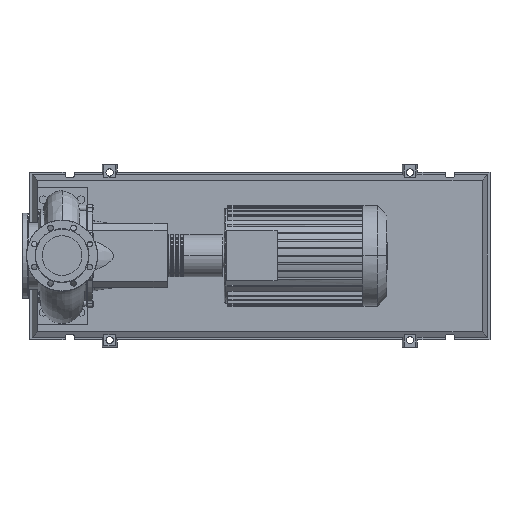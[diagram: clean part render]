
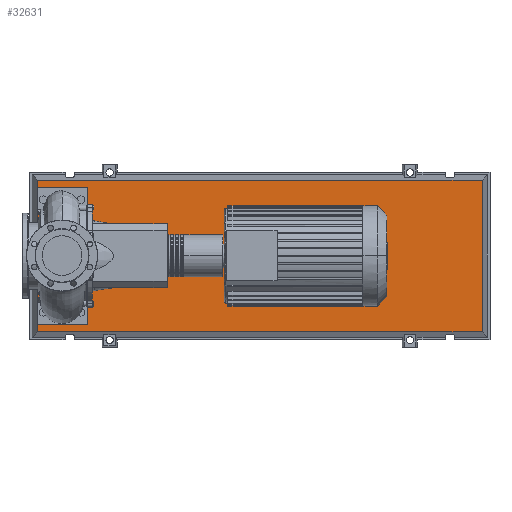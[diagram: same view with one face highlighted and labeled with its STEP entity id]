
A CAD part, top view. The second image highlights one B-rep face of the part: STEP entity #32631.
In plain terms, the highlighted planar face has unit normal (0, 0, 1).
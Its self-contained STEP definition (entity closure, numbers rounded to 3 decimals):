
#32312=CARTESIAN_POINT('',(1678.185,-303.185,123.0));
#32313=VERTEX_POINT('',#32312);
#32320=CARTESIAN_POINT('',(-98.185,-303.185,123.0));
#32321=VERTEX_POINT('',#32320);
#32322=CARTESIAN_POINT('',(1678.185,-303.185,123.0));
#32323=DIRECTION('',(-1.0,0.0,0.0));
#32324=VECTOR('',#32323,1776.37);
#32325=LINE('',#32322,#32324);
#32326=EDGE_CURVE('',#32313,#32321,#32325,.T.);
#32544=CARTESIAN_POINT('',(1678.185,303.185,123.0));
#32545=VERTEX_POINT('',#32544);
#32546=CARTESIAN_POINT('',(1678.185,303.185,123.0));
#32547=DIRECTION('',(0.0,-1.0,0.0));
#32548=VECTOR('',#32547,606.37);
#32549=LINE('',#32546,#32548);
#32550=EDGE_CURVE('',#32545,#32313,#32549,.T.);
#32568=CARTESIAN_POINT('',(-98.185,303.185,123.0));
#32569=VERTEX_POINT('',#32568);
#32570=CARTESIAN_POINT('',(-98.185,-303.185,123.0));
#32571=DIRECTION('',(0.0,1.0,0.0));
#32572=VECTOR('',#32571,606.37);
#32573=LINE('',#32570,#32572);
#32574=EDGE_CURVE('',#32321,#32569,#32573,.T.);
#32607=CARTESIAN_POINT('',(-98.185,303.185,123.0));
#32608=DIRECTION('',(1.0,0.0,0.0));
#32609=VECTOR('',#32608,1776.37);
#32610=LINE('',#32607,#32609);
#32611=EDGE_CURVE('',#32569,#32545,#32610,.T.);
#32620=CARTESIAN_POINT('',(790.,0.,123.0));
#32621=DIRECTION('',(0.0,0.0,1.0));
#32622=DIRECTION('',(1.0,0.0,0.0));
#32623=AXIS2_PLACEMENT_3D('',#32620,#32621,#32622);
#32624=PLANE('',#32623);
#32625=ORIENTED_EDGE('',*,*,#32550,.F.);
#32626=ORIENTED_EDGE('',*,*,#32611,.F.);
#32627=ORIENTED_EDGE('',*,*,#32574,.F.);
#32628=ORIENTED_EDGE('',*,*,#32326,.F.);
#32629=EDGE_LOOP('',(#32625,#32626,#32627,#32628));
#32630=FACE_OUTER_BOUND('',#32629,.T.);
#32631=ADVANCED_FACE('',(#32630),#32624,.T.);
